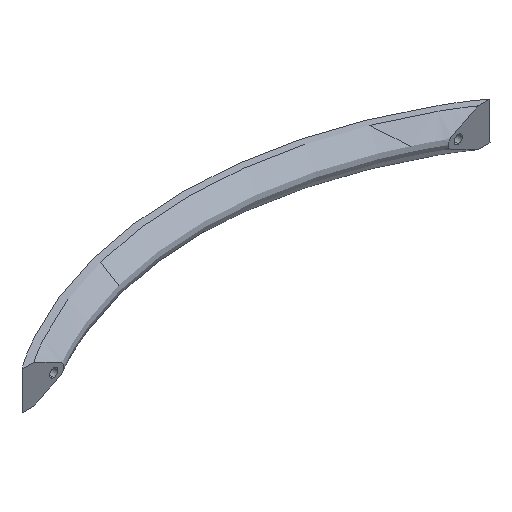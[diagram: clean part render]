
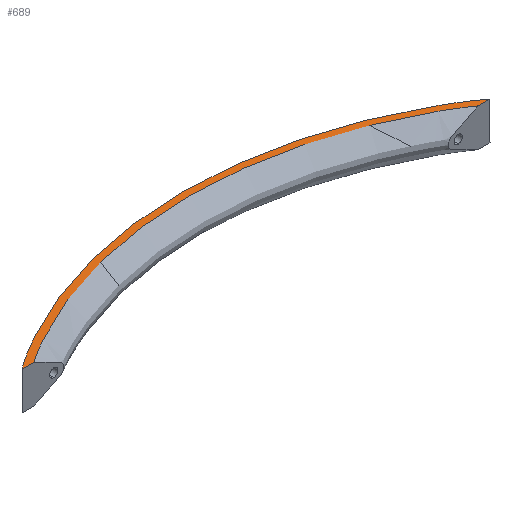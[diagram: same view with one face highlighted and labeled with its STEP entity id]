
A CAD part, isometric view. The second image highlights one B-rep face of the part: STEP entity #689.
In plain terms, the highlighted planar face has unit normal (0, 0, 1).
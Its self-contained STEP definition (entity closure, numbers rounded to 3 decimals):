
#1 = CARTESIAN_POINT ( 'NONE',  ( 108.059, 0., 7.5 ) ) ;
#38 = ORIENTED_EDGE ( 'NONE', *, *, #1344, .T. ) ;
#41 = ORIENTED_EDGE ( 'NONE', *, *, #221, .T. ) ;
#78 = CARTESIAN_POINT ( 'NONE',  ( -25.718, -90.456, 7.5 ) ) ;
#102 = LINE ( 'NONE', #754, #1362 ) ;
#113 = VECTOR ( 'NONE', #936, 1000. ) ;
#118 = ORIENTED_EDGE ( 'NONE', *, *, #277, .F. ) ;
#123 = CARTESIAN_POINT ( 'NONE',  ( 78.061, 6.062, 7.5 ) ) ;
#214 = VECTOR ( 'NONE', #638, 1000. ) ;
#221 = EDGE_CURVE ( 'NONE', #455, #228, #1107, .T. ) ;
#228 = VERTEX_POINT ( 'NONE', #657 ) ;
#251 = AXIS2_PLACEMENT_3D ( 'NONE', #1261, #296, #1154 ) ;
#259 = CARTESIAN_POINT ( 'NONE',  ( -25.718, -90.456, 7.5 ) ) ;
#266 = CIRCLE ( 'NONE', #736, 112.491 ) ;
#276 = AXIS2_PLACEMENT_3D ( 'NONE', #78, #719, #414 ) ;
#277 = EDGE_CURVE ( 'NONE', #983, #1325, #570, .T. ) ;
#296 = DIRECTION ( 'NONE',  ( 0., 0., 1. ) ) ;
#299 = DIRECTION ( 'NONE',  ( -0.874, 0.486, 0. ) ) ;
#300 = LINE ( 'NONE', #1149, #214 ) ;
#323 = EDGE_CURVE ( 'NONE', #1316, #455, #300, .T. ) ;
#335 = VECTOR ( 'NONE', #1239, 1000. ) ;
#349 = ORIENTED_EDGE ( 'NONE', *, *, #888, .F. ) ;
#355 = VERTEX_POINT ( 'NONE', #930 ) ;
#362 = CIRCLE ( 'NONE', #550, 109.791 ) ;
#411 = CARTESIAN_POINT ( 'NONE',  ( -78.061, 6.062, 7.5 ) ) ;
#414 = DIRECTION ( 'NONE',  ( -0.486, 0.874, 0. ) ) ;
#431 = LINE ( 'NONE', #1, #899 ) ;
#439 = DIRECTION ( 'NONE',  ( 0.75, 0.661, 0. ) ) ;
#448 = CARTESIAN_POINT ( 'NONE',  ( 25.718, -90.456, 7.5 ) ) ;
#455 = VERTEX_POINT ( 'NONE', #923 ) ;
#462 = ORIENTED_EDGE ( 'NONE', *, *, #1174, .T. ) ;
#498 = DIRECTION ( 'NONE',  ( 0., 0., 1. ) ) ;
#537 = EDGE_CURVE ( 'NONE', #578, #572, #362, .T. ) ;
#550 = AXIS2_PLACEMENT_3D ( 'NONE', #448, #667, #439 ) ;
#555 = DIRECTION ( 'NONE',  ( 0.486, 0.874, 0. ) ) ;
#556 = ORIENTED_EDGE ( 'NONE', *, *, #816, .T. ) ;
#566 = VERTEX_POINT ( 'NONE', #123 ) ;
#570 = CIRCLE ( 'NONE', #276, 109.791 ) ;
#571 = CARTESIAN_POINT ( 'NONE',  ( 0., -134.367, 7.5 ) ) ;
#572 = VERTEX_POINT ( 'NONE', #1317 ) ;
#578 = VERTEX_POINT ( 'NONE', #787 ) ;
#584 = DIRECTION ( 'NONE',  ( 0., 0., 1. ) ) ;
#589 = AXIS2_PLACEMENT_3D ( 'NONE', #1136, #498, #1039 ) ;
#597 = PLANE ( 'NONE',  #1352 ) ;
#605 = CARTESIAN_POINT ( 'NONE',  ( -79.061, 5.506, 7.5 ) ) ;
#637 = CARTESIAN_POINT ( 'NONE',  ( 80.373, 7.866, 7.5 ) ) ;
#638 = DIRECTION ( 'NONE',  ( -0.874, 0.486, 0. ) ) ;
#651 = DIRECTION ( 'NONE',  ( 1., 0., 0. ) ) ;
#657 = CARTESIAN_POINT ( 'NONE',  ( -79.373, 8.422, 7.5 ) ) ;
#667 = DIRECTION ( 'NONE',  ( 0., 0., 1. ) ) ;
#677 = ORIENTED_EDGE ( 'NONE', *, *, #1330, .T. ) ;
#682 = AXIS2_PLACEMENT_3D ( 'NONE', #571, #1011, #555 ) ;
#689 = ADVANCED_FACE ( 'NONE', ( #1235 ), #597, .F. ) ;
#693 = CARTESIAN_POINT ( 'NONE',  ( 108.059, 0., 7.5 ) ) ;
#719 = DIRECTION ( 'NONE',  ( 0., 0., 1. ) ) ;
#721 = EDGE_LOOP ( 'NONE', ( #556, #786, #118, #885, #349, #770, #1104, #677, #462, #1214, #41, #38 ) ) ;
#726 = CARTESIAN_POINT ( 'NONE',  ( -87.943, 0., 7.5 ) ) ;
#736 = AXIS2_PLACEMENT_3D ( 'NONE', #259, #584, #1132 ) ;
#754 = CARTESIAN_POINT ( 'NONE',  ( -79.373, 8.422, 7.5 ) ) ;
#766 = CIRCLE ( 'NONE', #589, 160.667 ) ;
#770 = ORIENTED_EDGE ( 'NONE', *, *, #1236, .F. ) ;
#786 = ORIENTED_EDGE ( 'NONE', *, *, #789, .T. ) ;
#787 = CARTESIAN_POINT ( 'NONE',  ( 87.943, 0., 7.5 ) ) ;
#789 = EDGE_CURVE ( 'NONE', #874, #1325, #907, .T. ) ;
#816 = EDGE_CURVE ( 'NONE', #895, #874, #266, .T. ) ;
#835 = DIRECTION ( 'NONE',  ( -0.874, -0.486, 0. ) ) ;
#874 = VERTEX_POINT ( 'NONE', #910 ) ;
#882 = VERTEX_POINT ( 'NONE', #1250 ) ;
#885 = ORIENTED_EDGE ( 'NONE', *, *, #1130, .F. ) ;
#888 = EDGE_CURVE ( 'NONE', #566, #355, #766, .T. ) ;
#895 = VERTEX_POINT ( 'NONE', #924 ) ;
#899 = VECTOR ( 'NONE', #651, 1000. ) ;
#907 = LINE ( 'NONE', #693, #335 ) ;
#910 = CARTESIAN_POINT ( 'NONE',  ( -92.592, 0., 7.5 ) ) ;
#923 = CARTESIAN_POINT ( 'NONE',  ( 79.373, 8.422, 7.5 ) ) ;
#924 = CARTESIAN_POINT ( 'NONE',  ( -80.373, 7.866, 7.5 ) ) ;
#930 = CARTESIAN_POINT ( 'NONE',  ( -78.061, 6.062, 7.5 ) ) ;
#936 = DIRECTION ( 'NONE',  ( -0.874, -0.486, 0. ) ) ;
#983 = VERTEX_POINT ( 'NONE', #605 ) ;
#1010 = CIRCLE ( 'NONE', #251, 112.491 ) ;
#1011 = DIRECTION ( 'NONE',  ( 0., 0., 1. ) ) ;
#1039 = DIRECTION ( 'NONE',  ( 0.486, 0.874, 0. ) ) ;
#1068 = LINE ( 'NONE', #411, #113 ) ;
#1104 = ORIENTED_EDGE ( 'NONE', *, *, #537, .F. ) ;
#1107 = CIRCLE ( 'NONE', #682, 163.367 ) ;
#1130 = EDGE_CURVE ( 'NONE', #355, #983, #1068, .T. ) ;
#1132 = DIRECTION ( 'NONE',  ( -0.486, 0.874, 0. ) ) ;
#1136 = CARTESIAN_POINT ( 'NONE',  ( 0., -134.367, 7.5 ) ) ;
#1149 = CARTESIAN_POINT ( 'NONE',  ( 80.373, 7.866, 7.5 ) ) ;
#1154 = DIRECTION ( 'NONE',  ( 0.75, 0.661, 0. ) ) ;
#1174 = EDGE_CURVE ( 'NONE', #882, #1316, #1010, .T. ) ;
#1194 = LINE ( 'NONE', #1264, #1247 ) ;
#1214 = ORIENTED_EDGE ( 'NONE', *, *, #323, .T. ) ;
#1231 = CARTESIAN_POINT ( 'NONE',  ( 108.059, -17.833, 7.5 ) ) ;
#1235 = FACE_OUTER_BOUND ( 'NONE', #721, .T. ) ;
#1236 = EDGE_CURVE ( 'NONE', #572, #566, #1194, .T. ) ;
#1239 = DIRECTION ( 'NONE',  ( 1., 0., 0. ) ) ;
#1247 = VECTOR ( 'NONE', #299, 1000. ) ;
#1250 = CARTESIAN_POINT ( 'NONE',  ( 92.592, 0., 7.5 ) ) ;
#1261 = CARTESIAN_POINT ( 'NONE',  ( 25.718, -90.456, 7.5 ) ) ;
#1264 = CARTESIAN_POINT ( 'NONE',  ( 79.061, 5.506, 7.5 ) ) ;
#1316 = VERTEX_POINT ( 'NONE', #637 ) ;
#1317 = CARTESIAN_POINT ( 'NONE',  ( 79.061, 5.506, 7.5 ) ) ;
#1325 = VERTEX_POINT ( 'NONE', #726 ) ;
#1328 = DIRECTION ( 'NONE',  ( 0., 0., -1. ) ) ;
#1330 = EDGE_CURVE ( 'NONE', #578, #882, #431, .T. ) ;
#1333 = DIRECTION ( 'NONE',  ( -1., 0., 0. ) ) ;
#1344 = EDGE_CURVE ( 'NONE', #228, #895, #102, .T. ) ;
#1352 = AXIS2_PLACEMENT_3D ( 'NONE', #1231, #1328, #1333 ) ;
#1362 = VECTOR ( 'NONE', #835, 1000. ) ;
